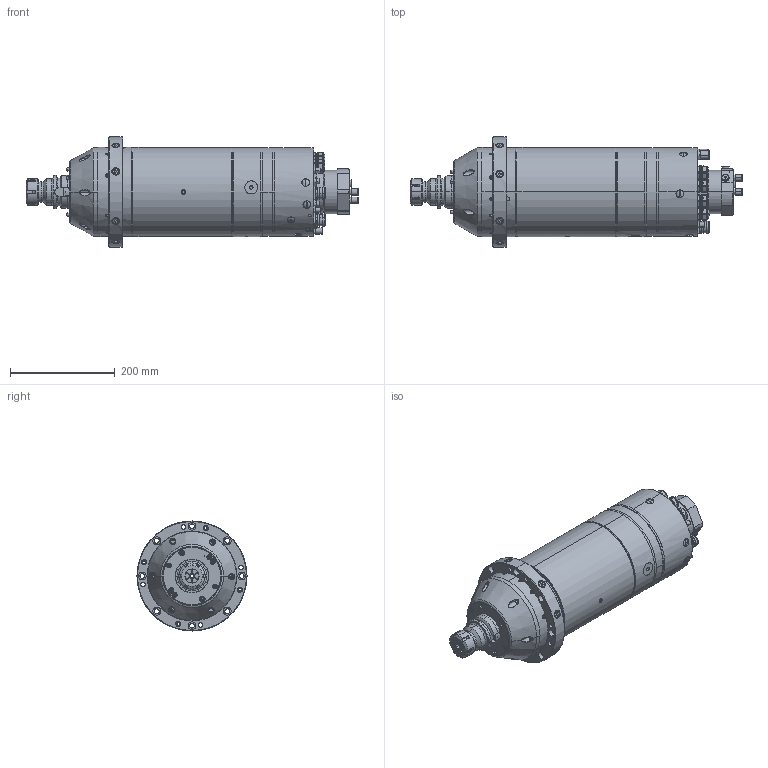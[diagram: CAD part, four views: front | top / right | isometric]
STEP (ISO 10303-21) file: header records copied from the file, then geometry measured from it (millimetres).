
FILE_DESCRIPTION (( 'STEP AP203' ), '1' );
FILE_NAME ('170AI20BFH-02-.STEP', '2012-09-27T06:00:06', ( '' ), ( '' ), 'SwSTEP 2.0', 'SolidWorks 2012', '' );
FILE_SCHEMA (( 'CONFIG_CONTROL_DESIGN' ));
Length unit declared in the file: millimetre
Products named in the file (1): 170AI20BFH-02-
Bounding box: 633.63 x 210 x 210 mm (x, y, z)
Surface area: 469257.6 mm2 (no closed solid volume)
Topology: 0 solids, 181 shells, 1707 faces, 5210 edges, 3671 vertices
Faces by surface type: plane 689, cylinder 680, cone 145, torus 145, bspline 24, sphere 24
Entity records: 65999 total; most frequent: CARTESIAN_POINT 18686, DIRECTION 10578, ORIENTED_EDGE 8301, EDGE_CURVE 5144, AXIS2_PLACEMENT_3D 4078, VERTEX_POINT 3659, LINE 2422, VECTOR 2422
